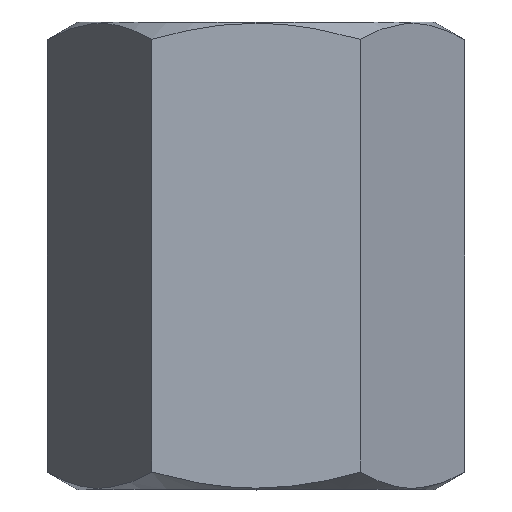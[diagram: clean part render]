
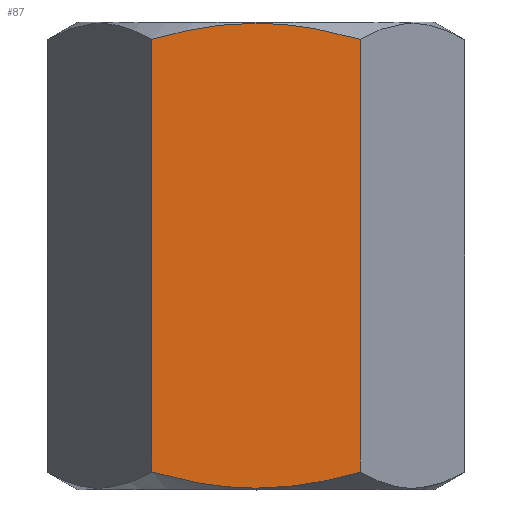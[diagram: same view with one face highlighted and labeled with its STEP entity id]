
A CAD part, top view. The second image highlights one B-rep face of the part: STEP entity #87.
In plain terms, the highlighted planar face has unit normal (0, 0, 1).
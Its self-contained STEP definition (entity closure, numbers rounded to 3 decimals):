
#34 = B_SPLINE_CURVE_WITH_KNOTS ( 'NONE', 3,
 ( #362, #363, #364, #365, #366, #367 ),
 .UNSPECIFIED., .F., .F.,
 ( 4, 2, 4 ),
 ( 0.014, 0.016, 0.019 ),
 .UNSPECIFIED. ) ;
#37 = B_SPLINE_CURVE_WITH_KNOTS ( 'NONE', 3,
 ( #245, #246, #247, #248, #249, #250 ),
 .UNSPECIFIED., .F., .F.,
 ( 4, 2, 4 ),
 ( 0.009, 0.011, 0.014 ),
 .UNSPECIFIED. ) ;
#44 = EDGE_CURVE ( 'NONE', #543, #554, #609, .T. ) ;
#48 = EDGE_CURVE ( 'NONE', #471, #555, #119, .T. ) ;
#51 = EDGE_CURVE ( 'NONE', #543, #471, #117, .T. ) ;
#66 = EDGE_CURVE ( 'NONE', #475, #552, #37, .T. ) ;
#67 = EDGE_CURVE ( 'NONE', #555, #475, #618, .T. ) ;
#87 = ADVANCED_FACE ( 'NONE', ( #634 ), #332, .F. ) ;
#97 = EDGE_CURVE ( 'NONE', #552, #554, #34, .T. ) ;
#117 = B_SPLINE_CURVE_WITH_KNOTS ( 'NONE', 3,
 ( #182, #183, #184, #185, #186, #187 ),
 .UNSPECIFIED., .F., .F.,
 ( 4, 2, 4 ),
 ( 0.004, 0.006, 0.009 ),
 .UNSPECIFIED. ) ;
#119 = B_SPLINE_CURVE_WITH_KNOTS ( 'NONE', 3,
 ( #168, #169, #170, #171, #172, #173 ),
 .UNSPECIFIED., .F., .F.,
 ( 4, 2, 4 ),
 ( 0.009, 0.011, 0.013 ),
 .UNSPECIFIED. ) ;
#149 = CARTESIAN_POINT ( 'NONE',  ( 4.907, 22., 8.5 ) ) ;
#150 = DIRECTION ( 'NONE',  ( 0., -1., 0. ) ) ;
#168 = CARTESIAN_POINT ( 'NONE',  ( 0., 21.942, 8.5 ) ) ;
#169 = CARTESIAN_POINT ( 'NONE',  ( -0.829, 21.942, 8.5 ) ) ;
#170 = CARTESIAN_POINT ( 'NONE',  ( -1.653, 21.871, 8.5 ) ) ;
#171 = CARTESIAN_POINT ( 'NONE',  ( -3.292, 21.607, 8.5 ) ) ;
#172 = CARTESIAN_POINT ( 'NONE',  ( -4.109, 21.413, 8.5 ) ) ;
#173 = CARTESIAN_POINT ( 'NONE',  ( -4.907, 21.183, 8.5 ) ) ;
#182 = CARTESIAN_POINT ( 'NONE',  ( 4.907, 21.183, 8.5 ) ) ;
#183 = CARTESIAN_POINT ( 'NONE',  ( 4.114, 21.412, 8.5 ) ) ;
#184 = CARTESIAN_POINT ( 'NONE',  ( 3.31, 21.603, 8.5 ) ) ;
#185 = CARTESIAN_POINT ( 'NONE',  ( 1.671, 21.869, 8.5 ) ) ;
#186 = CARTESIAN_POINT ( 'NONE',  ( 0.83, 21.942, 8.5 ) ) ;
#187 = CARTESIAN_POINT ( 'NONE',  ( 0., 21.942, 8.5 ) ) ;
#245 = CARTESIAN_POINT ( 'NONE',  ( -4.907, 0.817, 8.5 ) ) ;
#246 = CARTESIAN_POINT ( 'NONE',  ( -4.109, 0.587, 8.5 ) ) ;
#247 = CARTESIAN_POINT ( 'NONE',  ( -3.292, 0.393, 8.5 ) ) ;
#248 = CARTESIAN_POINT ( 'NONE',  ( -1.653, 0.129, 8.5 ) ) ;
#249 = CARTESIAN_POINT ( 'NONE',  ( -0.829, 0.058, 8.5 ) ) ;
#250 = CARTESIAN_POINT ( 'NONE',  ( 0., 0.058, 8.5 ) ) ;
#251 = CARTESIAN_POINT ( 'NONE',  ( -4.907, 22., 8.5 ) ) ;
#252 = DIRECTION ( 'NONE',  ( 0., -1., 0. ) ) ;
#332 = PLANE ( 'NONE',  #695 ) ;
#333 = CARTESIAN_POINT ( 'NONE',  ( -4.907, 22., 8.5 ) ) ;
#334 = DIRECTION ( 'NONE',  ( 0., 0., -1. ) ) ;
#335 = DIRECTION ( 'NONE',  ( -1., 0., 0. ) ) ;
#362 = CARTESIAN_POINT ( 'NONE',  ( 0., 0.058, 8.5 ) ) ;
#363 = CARTESIAN_POINT ( 'NONE',  ( 0.83, 0.058, 8.5 ) ) ;
#364 = CARTESIAN_POINT ( 'NONE',  ( 1.671, 0.131, 8.5 ) ) ;
#365 = CARTESIAN_POINT ( 'NONE',  ( 3.31, 0.397, 8.5 ) ) ;
#366 = CARTESIAN_POINT ( 'NONE',  ( 4.114, 0.588, 8.5 ) ) ;
#367 = CARTESIAN_POINT ( 'NONE',  ( 4.907, 0.817, 8.5 ) ) ;
#403 = CARTESIAN_POINT ( 'NONE',  ( 0., 21.942, 8.5 ) ) ;
#406 = CARTESIAN_POINT ( 'NONE',  ( -4.907, 0.817, 8.5 ) ) ;
#414 = CARTESIAN_POINT ( 'NONE',  ( 4.907, 21.183, 8.5 ) ) ;
#416 = CARTESIAN_POINT ( 'NONE',  ( 0., 0.058, 8.5 ) ) ;
#418 = CARTESIAN_POINT ( 'NONE',  ( 4.907, 0.817, 8.5 ) ) ;
#419 = CARTESIAN_POINT ( 'NONE',  ( -4.907, 21.183, 8.5 ) ) ;
#471 = VERTEX_POINT ( 'NONE', #403 ) ;
#475 = VERTEX_POINT ( 'NONE', #406 ) ;
#505 = ORIENTED_EDGE ( 'NONE', *, *, #51, .T. ) ;
#506 = ORIENTED_EDGE ( 'NONE', *, *, #48, .T. ) ;
#512 = ORIENTED_EDGE ( 'NONE', *, *, #67, .T. ) ;
#517 = ORIENTED_EDGE ( 'NONE', *, *, #66, .T. ) ;
#519 = ORIENTED_EDGE ( 'NONE', *, *, #97, .T. ) ;
#520 = ORIENTED_EDGE ( 'NONE', *, *, #44, .F. ) ;
#543 = VERTEX_POINT ( 'NONE', #414 ) ;
#552 = VERTEX_POINT ( 'NONE', #416 ) ;
#554 = VERTEX_POINT ( 'NONE', #418 ) ;
#555 = VERTEX_POINT ( 'NONE', #419 ) ;
#594 = EDGE_LOOP ( 'NONE', ( #505, #506, #512, #517, #519, #520 ) ) ;
#609 = LINE ( 'NONE', #149, #646 ) ;
#618 = LINE ( 'NONE', #251, #670 ) ;
#634 = FACE_OUTER_BOUND ( 'NONE', #594, .T. ) ;
#646 = VECTOR ( 'NONE', #150, 1000. ) ;
#670 = VECTOR ( 'NONE', #252, 1000. ) ;
#695 = AXIS2_PLACEMENT_3D ( 'NONE', #333, #334, #335 ) ;
